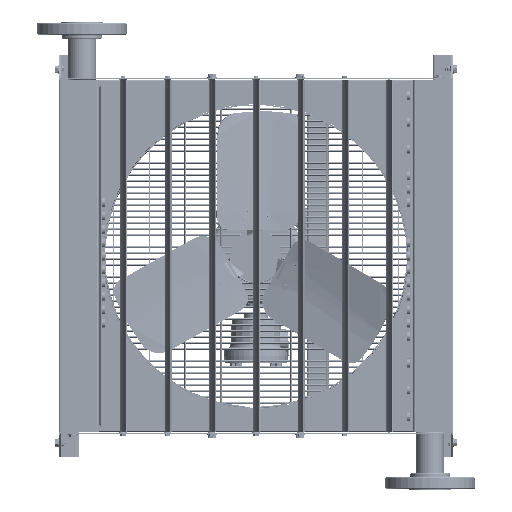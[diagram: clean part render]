
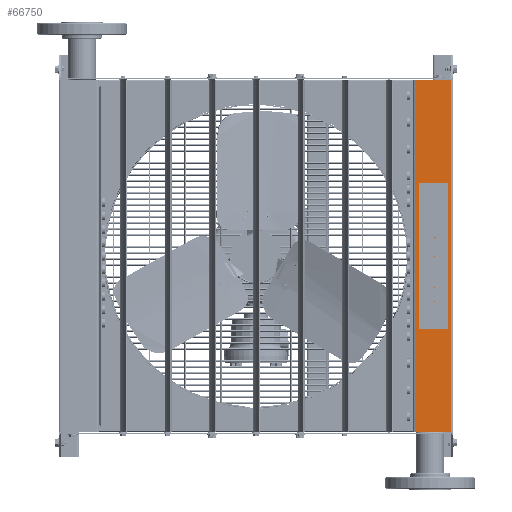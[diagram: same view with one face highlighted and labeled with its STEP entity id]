
A CAD part, left-side view. The second image highlights one B-rep face of the part: STEP entity #66750.
In plain terms, the highlighted planar face has unit normal (-1, 0, 0).
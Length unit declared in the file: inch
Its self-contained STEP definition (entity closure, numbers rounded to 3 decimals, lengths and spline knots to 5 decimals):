
#6485 = ORIENTED_EDGE ( 'NONE', *, *, #170808, .F. ) ;
#13461 = VERTEX_POINT ( 'NONE', #39153 ) ;
#14049 = CARTESIAN_POINT ( 'NONE',  ( -4.213, -13.35394, 12.06716 ) ) ;
#15699 = FACE_OUTER_BOUND ( 'NONE', #142927, .T. ) ;
#27607 = CARTESIAN_POINT ( 'NONE',  ( -4.213, -13.50394, 12.06716 ) ) ;
#39153 = CARTESIAN_POINT ( 'NONE',  ( -4.213, -10.89803, 12.06716 ) ) ;
#42023 = VECTOR ( 'NONE', #156756, 39.37008 ) ;
#50612 = ORIENTED_EDGE ( 'NONE', *, *, #148493, .T. ) ;
#51489 = ORIENTED_EDGE ( 'NONE', *, *, #133938, .F. ) ;
#66750 = ADVANCED_FACE ( 'NONE', ( #15699 ), #141062, .T. ) ;
#68010 = LINE ( 'NONE', #27607, #97654 ) ;
#69173 = DIRECTION ( 'NONE',  ( -1., 0., 0. ) ) ;
#81007 = LINE ( 'NONE', #127576, #42023 ) ;
#92776 = ORIENTED_EDGE ( 'NONE', *, *, #177887, .T. ) ;
#97654 = VECTOR ( 'NONE', #144246, 39.37008 ) ;
#99335 = CARTESIAN_POINT ( 'NONE',  ( -4.213, -13.35394, -12.06716 ) ) ;
#100906 = VERTEX_POINT ( 'NONE', #99335 ) ;
#109218 = DIRECTION ( 'NONE',  ( 0., 0., -1. ) ) ;
#113104 = CARTESIAN_POINT ( 'NONE',  ( -4.213, -10.89803, -12.06716 ) ) ;
#122554 = VERTEX_POINT ( 'NONE', #14049 ) ;
#123950 = DIRECTION ( 'NONE',  ( 0., 1., 0. ) ) ;
#124816 = VERTEX_POINT ( 'NONE', #113104 ) ;
#127128 = VECTOR ( 'NONE', #109218, 39.37008 ) ;
#127576 = CARTESIAN_POINT ( 'NONE',  ( -4.213, -13.35394, 13.74016 ) ) ;
#133938 = EDGE_CURVE ( 'NONE', #100906, #124816, #179261, .T. ) ;
#140597 = VECTOR ( 'NONE', #123950, 39.37008 ) ;
#141062 = PLANE ( 'NONE',  #144936 ) ;
#142927 = EDGE_LOOP ( 'NONE', ( #51489, #6485, #50612, #92776 ) ) ;
#144246 = DIRECTION ( 'NONE',  ( 0., 1., 0. ) ) ;
#144936 = AXIS2_PLACEMENT_3D ( 'NONE', #156237, #69173, #170840 ) ;
#148493 = EDGE_CURVE ( 'NONE', #122554, #13461, #68010, .T. ) ;
#156237 = CARTESIAN_POINT ( 'NONE',  ( -4.213, -13.50394, 13.74016 ) ) ;
#156756 = DIRECTION ( 'NONE',  ( 0., 0., -1. ) ) ;
#165755 = LINE ( 'NONE', #166934, #127128 ) ;
#166934 = CARTESIAN_POINT ( 'NONE',  ( -4.213, -10.89803, 13.74016 ) ) ;
#167162 = CARTESIAN_POINT ( 'NONE',  ( -4.213, -13.50394, -12.06716 ) ) ;
#170808 = EDGE_CURVE ( 'NONE', #122554, #100906, #81007, .T. ) ;
#170840 = DIRECTION ( 'NONE',  ( 0., 0., 1. ) ) ;
#177887 = EDGE_CURVE ( 'NONE', #13461, #124816, #165755, .T. ) ;
#179261 = LINE ( 'NONE', #167162, #140597 ) ;
